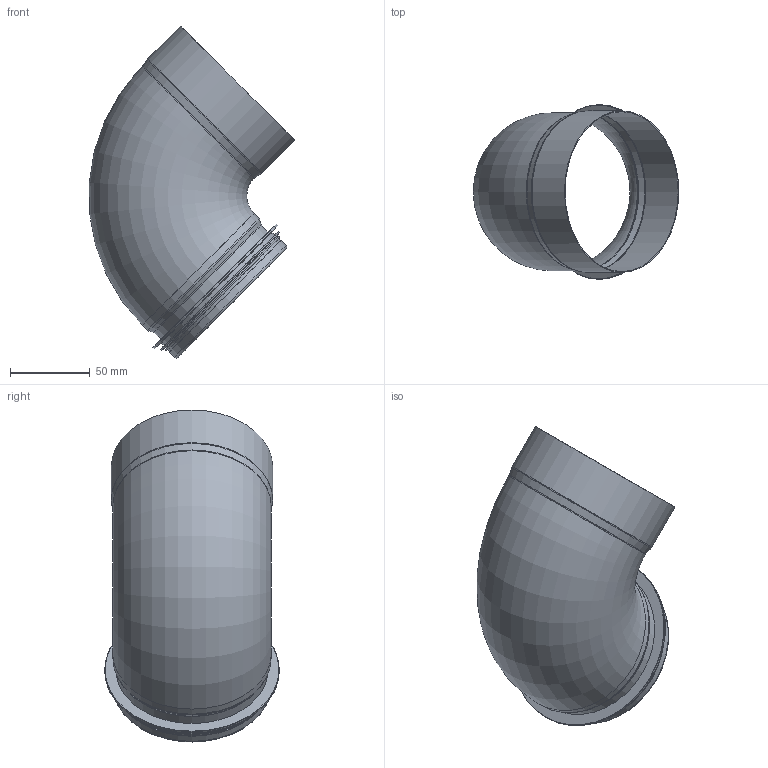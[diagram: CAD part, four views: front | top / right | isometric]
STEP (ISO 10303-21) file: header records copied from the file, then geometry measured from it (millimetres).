
FILE_DESCRIPTION((''),'2;1');
FILE_NAME('DI10003.stp','2014-02-19T15:37:23',(''),(''),'Autodesk Inventor 2013','Autodesk Inventor 2013','');
FILE_SCHEMA(('AUTOMOTIVE_DESIGN { 1 2 10303 214 0 1 1 1 }'));
Length unit declared in the file: millimetre
Products named in the file (5): DI10003; HIBKMRörämne-100; StosRörämne-100; HIBKMRörämnesdel-100; 999003
Assembly tree (4 placements, depth 3):
  DI10003
    HIBKMRörämne-100
      StosRörämne-100
      HIBKMRörämnesdel-100
    999003
Bounding box: 128.8 x 109.45 x 208.1 mm (x, y, z)
Volume: 37528.1 mm3; surface area: 124333.3 mm2
Topology: 3 solids, 3 shells, 69 faces, 133 edges, 73 vertices
Faces by surface type: plane 27, torus 20, cylinder 14, cone 8
Full cylindrical faces by diameter (mm): 93.25 x1, 94.25 x1, 95.45 x1, 98.05 x5, 99.05 x2, 100.25 x1, 101.25 x1, 104.45 x1, 109.45 x1
Entity records: 1817 total; most frequent: DIRECTION 330, CARTESIAN_POINT 256, ORIENTED_EDGE 214, AXIS2_PLACEMENT_3D 145, EDGE_CURVE 107, EDGE_LOOP 100, VERTEX_POINT 71, STYLED_ITEM 71
